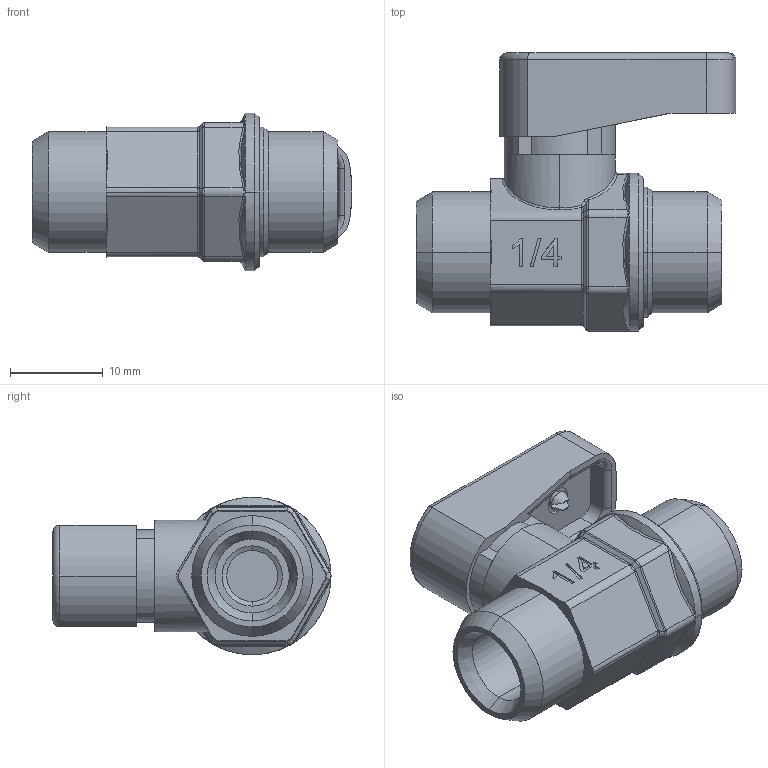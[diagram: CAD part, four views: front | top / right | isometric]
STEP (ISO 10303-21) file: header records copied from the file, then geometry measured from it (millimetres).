
FILE_DESCRIPTION (( 'STEP AP214' ), '1' );
FILE_NAME ('0642000003.step', '2012-10-02T16:31:28', ( '' ), ( '' ), 'SwSTEP 2.0', 'SolidWorks 2012', '' );
FILE_SCHEMA (( 'AUTOMOTIVE_DESIGN' ));
Length unit declared in the file: millimetre
Products named in the file (1): 0642000003
Bounding box: 34.5 x 30 x 17 mm (x, y, z)
Volume: 6610.1 mm3; surface area: 3841.2 mm2
Topology: 8 solids, 17 shells, 636 faces, 1608 edges, 1031 vertices
Faces by surface type: plane 300, bspline 157, cylinder 121, cone 28, torus 28, sphere 2
Entity records: 24551 total; most frequent: CARTESIAN_POINT 10309, ORIENTED_EDGE 3216, DIRECTION 2497, EDGE_CURVE 1608, VERTEX_POINT 1031, LINE 871, VECTOR 871, AXIS2_PLACEMENT_3D 813
